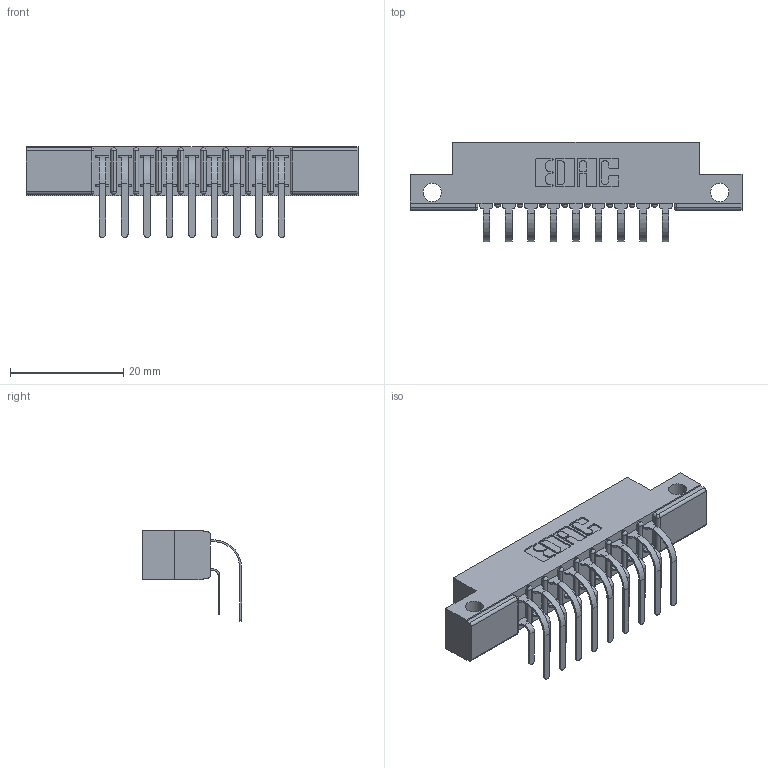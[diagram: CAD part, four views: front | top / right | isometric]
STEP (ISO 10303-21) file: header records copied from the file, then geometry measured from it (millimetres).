
FILE_DESCRIPTION (( 'STEP AP203' ), '1' );
FILE_NAME ('307-018-559-212.STEP', '2022-07-08T15:16:57', ( '' ), ( '' ), 'SwSTEP 2.0', 'SolidWorks 2020', '' );
FILE_SCHEMA (( 'CONFIG_CONTROL_DESIGN' ));
Length unit declared in the file: inch
Products named in the file (4): 307-018-559-212; 307-290-001_559 - 2 (Single); 307 Part_.128 Dia Side Mounting Holes; 307-290-001_558 559 - 1 (Single)
Assembly tree (19 placements, depth 2):
  307-018-559-212
    307 Part_.128 Dia Side Mounting Holes
    307-290-001_558 559 - 1 (Single)  x9
    307-290-001_559 - 2 (Single)  x9
Bounding box: 58.67 x 17.51 x 16.08 mm (x, y, z)
Volume: 3831.2 mm3; surface area: 6327.2 mm2
Topology: 19 solids, 19 shells, 1028 faces, 2879 edges, 1866 vertices
Faces by surface type: plane 664, cylinder 344, sphere 20
Entity records: 13521 total; most frequent: CARTESIAN_POINT 2223, ORIENTED_EDGE 2198, DIRECTION 2191, EDGE_CURVE 1099, LINE 827, VECTOR 827, VERTEX_POINT 714, AXIS2_PLACEMENT_3D 682
